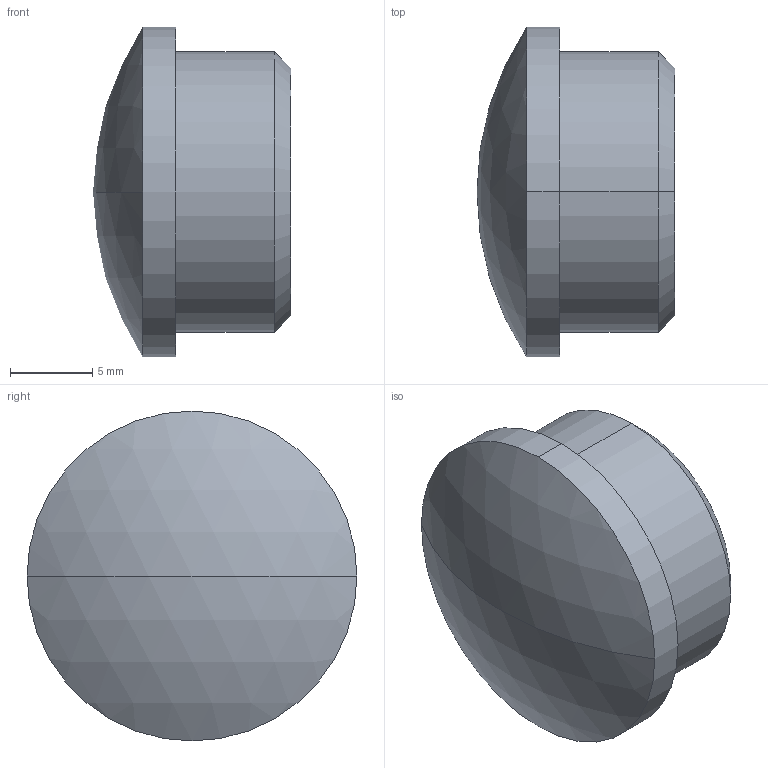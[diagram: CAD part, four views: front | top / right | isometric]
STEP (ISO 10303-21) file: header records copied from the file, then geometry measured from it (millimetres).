
FILE_DESCRIPTION (( 'STEP AP203' ), '1' );
FILE_NAME ('3D_GR1392_DN20x1.5_18380080.STEP', '2024-09-21T10:11:50', ( '' ), ( '' ), 'SwSTEP 2.0', 'SolidWorks 2024', '' );
FILE_SCHEMA (( 'CONFIG_CONTROL_DESIGN' ));
Length unit declared in the file: millimetre
Products named in the file (1): 3D_GR1392_DN20x1.5_18380080
Bounding box: 12 x 20 x 20 mm (x, y, z)
Volume: 2676.9 mm3; surface area: 1123.5 mm2
Topology: 1 solids, 1 shells, 10 faces, 20 edges, 13 vertices
Faces by surface type: cylinder 4, cone 2, sphere 2, plane 2
Entity records: 347 total; most frequent: DIRECTION 56, CARTESIAN_POINT 44, ORIENTED_EDGE 40, AXIS2_PLACEMENT_3D 25, EDGE_CURVE 20, CIRCLE 14, VERTEX_POINT 13, EDGE_LOOP 11
